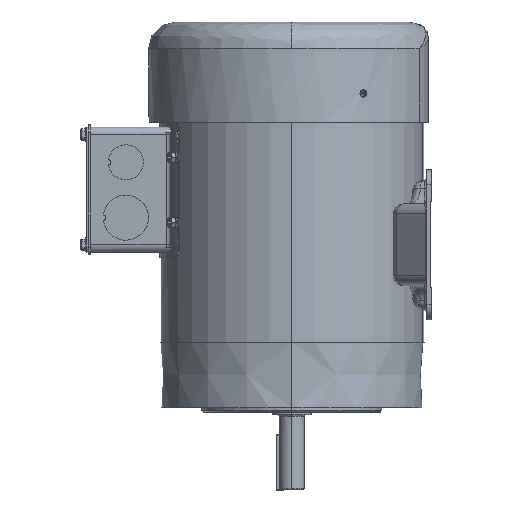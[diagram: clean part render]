
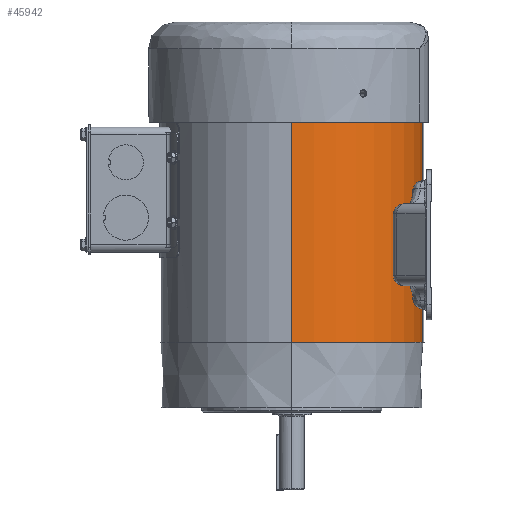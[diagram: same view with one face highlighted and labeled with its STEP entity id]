
A CAD part, left-side view. The second image highlights one B-rep face of the part: STEP entity #45942.
In plain terms, the highlighted cylindrical face has radius 82.868 mm (diameter 165.735 mm), a partial arc.
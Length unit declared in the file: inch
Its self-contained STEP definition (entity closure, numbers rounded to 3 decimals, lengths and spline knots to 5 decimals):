
#880 = ORIENTED_EDGE ( 'NONE', *, *, #30235, .T. ) ;
#2552 = ORIENTED_EDGE ( 'NONE', *, *, #123772, .F. ) ;
#4631 = DIRECTION ( 'NONE',  ( 1., 0., 0. ) ) ;
#14098 = CARTESIAN_POINT ( 'NONE',  ( -0.09, -3.26126, -2.75 ) ) ;
#16821 = LINE ( 'NONE', #105928, #90053 ) ;
#21693 = CARTESIAN_POINT ( 'NONE',  ( -0.09, -3.26126, 2.75 ) ) ;
#30033 = CYLINDRICAL_SURFACE ( 'NONE', #66395, 3.2625 ) ;
#30235 = EDGE_CURVE ( 'NONE', #57932, #119291, #54806, .T. ) ;
#33511 = CARTESIAN_POINT ( 'NONE',  ( 0., 0., -2.75 ) ) ;
#35884 = VERTEX_POINT ( 'NONE', #14098 ) ;
#36288 = CARTESIAN_POINT ( 'NONE',  ( 0., 0., -2.75 ) ) ;
#38024 = VERTEX_POINT ( 'NONE', #72894 ) ;
#43782 = AXIS2_PLACEMENT_3D ( 'NONE', #126535, #86558, #4631 ) ;
#45942 = ADVANCED_FACE ( 'NONE', ( #85732 ), #30033, .T. ) ;
#46447 = DIRECTION ( 'NONE',  ( 1., 0., 0. ) ) ;
#54806 = CIRCLE ( 'NONE', #43782, 3.2625 ) ;
#55829 = AXIS2_PLACEMENT_3D ( 'NONE', #36288, #75892, #46447 ) ;
#57932 = VERTEX_POINT ( 'NONE', #21693 ) ;
#59843 = CARTESIAN_POINT ( 'NONE',  ( -0.09, -3.26126, -2.75 ) ) ;
#62080 = VECTOR ( 'NONE', #89849, 39.37008 ) ;
#64131 = DIRECTION ( 'NONE',  ( 1., 0., 0. ) ) ;
#65299 = LINE ( 'NONE', #59843, #62080 ) ;
#65922 = ORIENTED_EDGE ( 'NONE', *, *, #82602, .T. ) ;
#66395 = AXIS2_PLACEMENT_3D ( 'NONE', #33511, #94116, #64131 ) ;
#72894 = CARTESIAN_POINT ( 'NONE',  ( -3.2625, 0., -2.75 ) ) ;
#73892 = DIRECTION ( 'NONE',  ( 0., 0., 1. ) ) ;
#75892 = DIRECTION ( 'NONE',  ( 0., 0., 1. ) ) ;
#82602 = EDGE_CURVE ( 'NONE', #38024, #35884, #96264, .T. ) ;
#85732 = FACE_OUTER_BOUND ( 'NONE', #101870, .T. ) ;
#86558 = DIRECTION ( 'NONE',  ( 0., 0., -1. ) ) ;
#89849 = DIRECTION ( 'NONE',  ( 0., 0., 1. ) ) ;
#90053 = VECTOR ( 'NONE', #73892, 39.37008 ) ;
#91078 = EDGE_CURVE ( 'NONE', #35884, #57932, #65299, .T. ) ;
#94116 = DIRECTION ( 'NONE',  ( 0., 0., 1. ) ) ;
#96264 = CIRCLE ( 'NONE', #55829, 3.2625 ) ;
#101870 = EDGE_LOOP ( 'NONE', ( #2552, #65922, #106092, #880 ) ) ;
#105928 = CARTESIAN_POINT ( 'NONE',  ( -3.2625, 0., -2.75 ) ) ;
#106092 = ORIENTED_EDGE ( 'NONE', *, *, #91078, .T. ) ;
#119291 = VERTEX_POINT ( 'NONE', #131666 ) ;
#123772 = EDGE_CURVE ( 'NONE', #38024, #119291, #16821, .T. ) ;
#126535 = CARTESIAN_POINT ( 'NONE',  ( 0., 0., 2.75 ) ) ;
#131666 = CARTESIAN_POINT ( 'NONE',  ( -3.2625, 0., 2.75 ) ) ;
